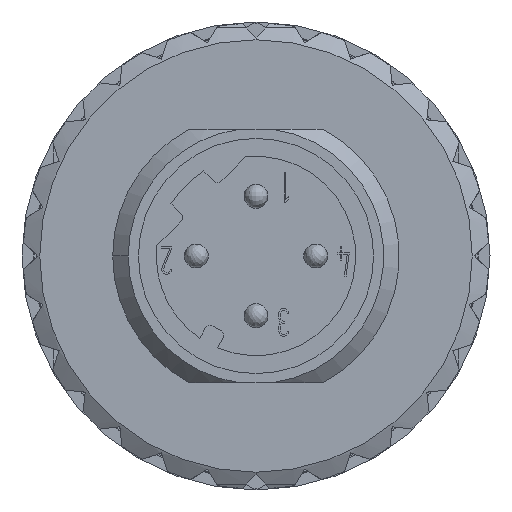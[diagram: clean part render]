
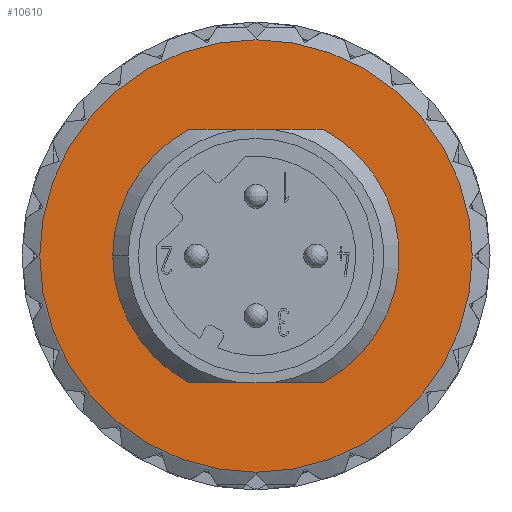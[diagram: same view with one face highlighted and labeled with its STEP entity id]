
A CAD part, left-side view. The second image highlights one B-rep face of the part: STEP entity #10610.
In plain terms, the highlighted face is planar.
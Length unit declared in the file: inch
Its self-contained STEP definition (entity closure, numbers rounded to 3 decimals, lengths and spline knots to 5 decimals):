
#377 = CARTESIAN_POINT ( 'NONE',  ( 0.20866, 0.38583, -0.11073 ) ) ;
#433 = FACE_BOUND ( 'NONE', #13302, .T. ) ;
#449 = EDGE_CURVE ( 'NONE', #19041, #7426, #17965, .T. ) ;
#964 = ORIENTED_EDGE ( 'NONE', *, *, #16020, .T. ) ;
#1012 = AXIS2_PLACEMENT_3D ( 'NONE', #13401, #7343, #15056 ) ;
#1041 = DIRECTION ( 'NONE',  ( 0., 0., 1. ) ) ;
#1179 = DIRECTION ( 'NONE',  ( 0., 1., 0. ) ) ;
#1186 = EDGE_CURVE ( 'NONE', #3557, #1535, #1872, .T. ) ;
#1261 = LINE ( 'NONE', #13259, #18748 ) ;
#1373 = CARTESIAN_POINT ( 'NONE',  ( 0., 0.38583, 0. ) ) ;
#1535 = VERTEX_POINT ( 'NONE', #5544 ) ;
#1536 = AXIS2_PLACEMENT_3D ( 'NONE', #13383, #16417, #17750 ) ;
#1872 = CIRCLE ( 'NONE', #1536, 0.35658 ) ;
#3067 = AXIS2_PLACEMENT_3D ( 'NONE', #1373, #1179, #8848 ) ;
#3386 = CARTESIAN_POINT ( 'NONE',  ( -0.20866, 0.38583, 0.11073 ) ) ;
#3557 = VERTEX_POINT ( 'NONE', #11599 ) ;
#4498 = VECTOR ( 'NONE', #14119, 39.37008 ) ;
#4689 = EDGE_CURVE ( 'NONE', #9958, #19041, #1261, .T. ) ;
#4773 = ORIENTED_EDGE ( 'NONE', *, *, #4689, .T. ) ;
#4833 = DIRECTION ( 'NONE',  ( 0., 0., -1. ) ) ;
#4864 = CIRCLE ( 'NONE', #14472, 0.23622 ) ;
#5544 = CARTESIAN_POINT ( 'NONE',  ( -0.35658, 0.38583, 0. ) ) ;
#6062 = CIRCLE ( 'NONE', #15224, 0.35658 ) ;
#6192 = PLANE ( 'NONE',  #17687 ) ;
#6720 = ORIENTED_EDGE ( 'NONE', *, *, #1186, .F. ) ;
#6828 = VERTEX_POINT ( 'NONE', #377 ) ;
#7291 = DIRECTION ( 'NONE',  ( 0., 0., 1. ) ) ;
#7343 = DIRECTION ( 'NONE',  ( 0., 1., 0. ) ) ;
#7426 = VERTEX_POINT ( 'NONE', #14688 ) ;
#8024 = FACE_OUTER_BOUND ( 'NONE', #14629, .T. ) ;
#8848 = DIRECTION ( 'NONE',  ( 0., 0., 1. ) ) ;
#9447 = LINE ( 'NONE', #18684, #4498 ) ;
#9958 = VERTEX_POINT ( 'NONE', #11775 ) ;
#10090 = EDGE_CURVE ( 'NONE', #13765, #6828, #9447, .T. ) ;
#10610 = ADVANCED_FACE ( 'NONE', ( #433, #8024 ), #6192, .T. ) ;
#10870 = ORIENTED_EDGE ( 'NONE', *, *, #16777, .T. ) ;
#11599 = CARTESIAN_POINT ( 'NONE',  ( 0.35658, 0.38583, 0. ) ) ;
#11775 = CARTESIAN_POINT ( 'NONE',  ( -0.20866, 0.38583, -0.11073 ) ) ;
#11822 = DIRECTION ( 'NONE',  ( -1., 0., 0. ) ) ;
#11889 = CARTESIAN_POINT ( 'NONE',  ( 0., 0.38583, 0. ) ) ;
#12576 = ORIENTED_EDGE ( 'NONE', *, *, #15959, .F. ) ;
#13259 = CARTESIAN_POINT ( 'NONE',  ( -0.20866, 0.38583, -0.40699 ) ) ;
#13302 = EDGE_LOOP ( 'NONE', ( #4773, #16179, #10870, #16727, #964 ) ) ;
#13383 = CARTESIAN_POINT ( 'NONE',  ( 0., 0.38583, 0. ) ) ;
#13401 = CARTESIAN_POINT ( 'NONE',  ( 0., 0.38583, 0. ) ) ;
#13765 = VERTEX_POINT ( 'NONE', #18373 ) ;
#13844 = CARTESIAN_POINT ( 'NONE',  ( 0.00783, 0.38583, -0.40699 ) ) ;
#14119 = DIRECTION ( 'NONE',  ( 0., 0., -1. ) ) ;
#14472 = AXIS2_PLACEMENT_3D ( 'NONE', #16455, #19351, #7291 ) ;
#14629 = EDGE_LOOP ( 'NONE', ( #12576, #6720 ) ) ;
#14688 = CARTESIAN_POINT ( 'NONE',  ( 0., 0.38583, 0.23622 ) ) ;
#15056 = DIRECTION ( 'NONE',  ( 0., 0., 1. ) ) ;
#15224 = AXIS2_PLACEMENT_3D ( 'NONE', #11889, #16295, #11822 ) ;
#15959 = EDGE_CURVE ( 'NONE', #1535, #3557, #6062, .T. ) ;
#16020 = EDGE_CURVE ( 'NONE', #6828, #9958, #17602, .T. ) ;
#16179 = ORIENTED_EDGE ( 'NONE', *, *, #449, .T. ) ;
#16295 = DIRECTION ( 'NONE',  ( 0., 1., 0. ) ) ;
#16417 = DIRECTION ( 'NONE',  ( 0., 1., 0. ) ) ;
#16455 = CARTESIAN_POINT ( 'NONE',  ( 0., 0.38583, 0. ) ) ;
#16727 = ORIENTED_EDGE ( 'NONE', *, *, #10090, .T. ) ;
#16777 = EDGE_CURVE ( 'NONE', #7426, #13765, #4864, .T. ) ;
#17602 = CIRCLE ( 'NONE', #3067, 0.23622 ) ;
#17687 = AXIS2_PLACEMENT_3D ( 'NONE', #13844, #18279, #4833 ) ;
#17750 = DIRECTION ( 'NONE',  ( -1., 0., 0. ) ) ;
#17965 = CIRCLE ( 'NONE', #1012, 0.23622 ) ;
#18279 = DIRECTION ( 'NONE',  ( 0., -1., 0. ) ) ;
#18373 = CARTESIAN_POINT ( 'NONE',  ( 0.20866, 0.38583, 0.11073 ) ) ;
#18684 = CARTESIAN_POINT ( 'NONE',  ( 0.20866, 0.38583, -0.40699 ) ) ;
#18748 = VECTOR ( 'NONE', #1041, 39.37008 ) ;
#19041 = VERTEX_POINT ( 'NONE', #3386 ) ;
#19351 = DIRECTION ( 'NONE',  ( 0., 1., 0. ) ) ;
